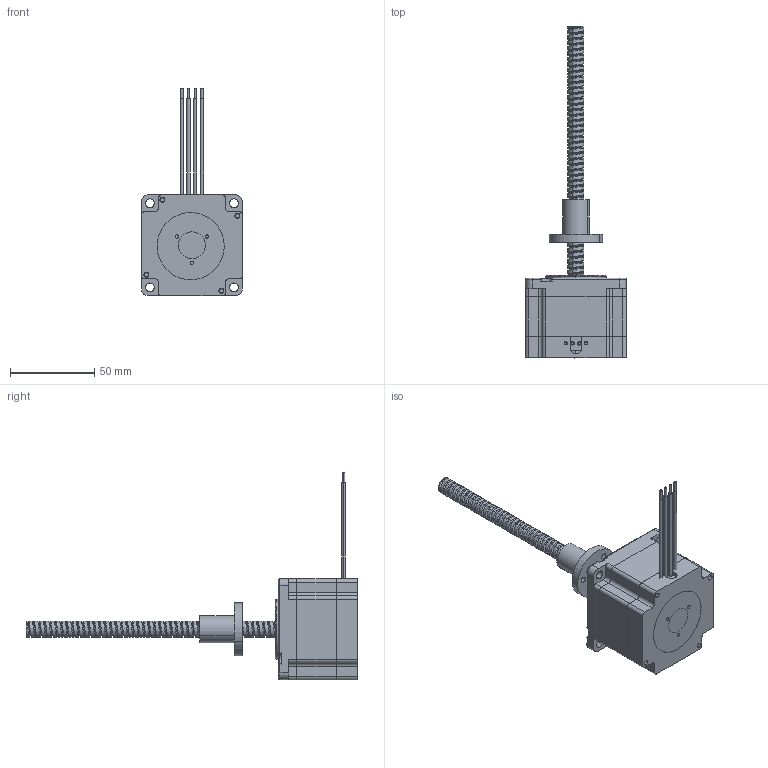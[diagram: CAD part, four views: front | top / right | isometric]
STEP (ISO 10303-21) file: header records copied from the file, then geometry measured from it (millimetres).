
FILE_DESCRIPTION (( 'STEP AP214' ), '1' );
FILE_NAME ('24E21-150.STEP', '2023-03-08T09:15:21', ( '' ), ( '' ), 'SwSTEP 2.0', 'SolidWorks 2022', '' );
FILE_SCHEMA (( 'AUTOMOTIVE_DESIGN' ));
Length unit declared in the file: millimetre
Products named in the file (18): 07-040.STP; 零件1.STP; 57铭牌.STP; 02-144.STP; 01-158.STP; 03-198-1.STP; 垫片2.STP; 57单厚标签.STP; 01-159.STP; 24E21-150.STP; KS B 1023 - A  M 3 x 30 - H(2).STP; 10-004(调整垫).STP; 07-011(6902ZZ).STP; 24E21-150; 06-009(预紧螺母).STP; 23螺母.STP; 04-017.STP; 铜轴垫片1.STP
Assembly tree (22 placements, depth 3):
  24E21-150
    24E21-150.STP
      01-158.STP
      01-159.STP
      02-144.STP
      03-198-1.STP  x2
      06-009(预紧螺母).STP
      07-011(6902ZZ).STP  x2
      07-040.STP
      10-004(调整垫).STP
      04-017.STP
      铜轴垫片1.STP
      垫片2.STP
      KS B 1023 - A  M 3 x 30 - H(2).STP  x4
      零件1.STP
      23螺母.STP
      57单厚标签.STP
      57铭牌.STP
Bounding box: 60.1 x 197.45 x 123.4 mm (x, y, z)
Volume: 124302.7 mm3; surface area: 88775.2 mm2
Topology: 21 solids, 21 shells, 1702 faces, 4789 edges, 3156 vertices
Faces by surface type: cylinder 879, plane 685, cone 110, torus 24, bspline 4
Entity records: 47210 total; most frequent: CARTESIAN_POINT 15913, ORIENTED_EDGE 6406, DIRECTION 6078, EDGE_CURVE 3203, AXIS2_PLACEMENT_3D 2130, VERTEX_POINT 2114, LINE 1818, VECTOR 1818
